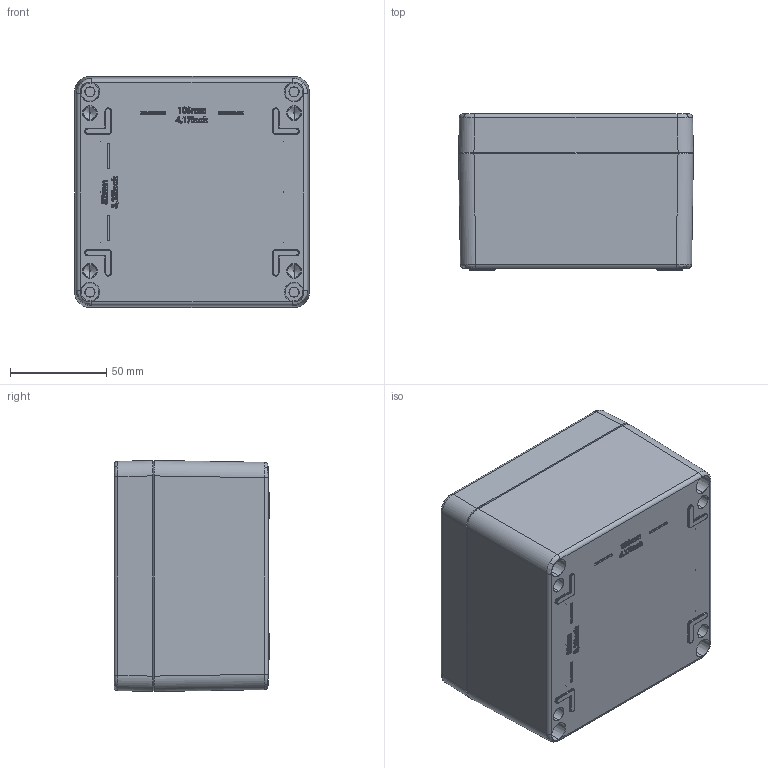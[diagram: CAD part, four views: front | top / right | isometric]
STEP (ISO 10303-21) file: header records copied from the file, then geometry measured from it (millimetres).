
FILE_DESCRIPTION (( 'STEP AP214' ), '1' );
FILE_NAME ('01121208.STEP', '2009-03-05T12:16:58', ( ' ' ), ( '' ), 'SwSTEP 2.0', 'SolidWorks 2008', '' );
FILE_SCHEMA (( 'AUTOMOTIVE_DESIGN' ));
Length unit declared in the file: millimetre
Products named in the file (5): 01121208; 02151_Standard; 01151_Bearbeitung_n_ZngNr.:_01-2-011510-01-0; 93134_Standard; 82009_Standard
Assembly tree (7 placements, depth 2):
  01121208
    93134_Standard  x4
    82009_Standard
    02151_Standard
    01151_Bearbeitung_n_ZngNr.:_01-2-011510-01-0
Bounding box: 122 x 81 x 120 mm (x, y, z)
Volume: 329949.8 mm3; surface area: 146864 mm2
Topology: 7 solids, 7 shells, 2326 faces, 5401 edges, 2821 vertices
Faces by surface type: bspline 831, cylinder 668, plane 422, cone 160, sphere 157, torus 88
Entity records: 94299 total; most frequent: CARTESIAN_POINT 52516, ORIENTED_EDGE 9678, DIRECTION 7158, EDGE_CURVE 4839, AXIS2_PLACEMENT_3D 2770, VERTEX_POINT 2671, EDGE_LOOP 2326, ADVANCED_FACE 2233
